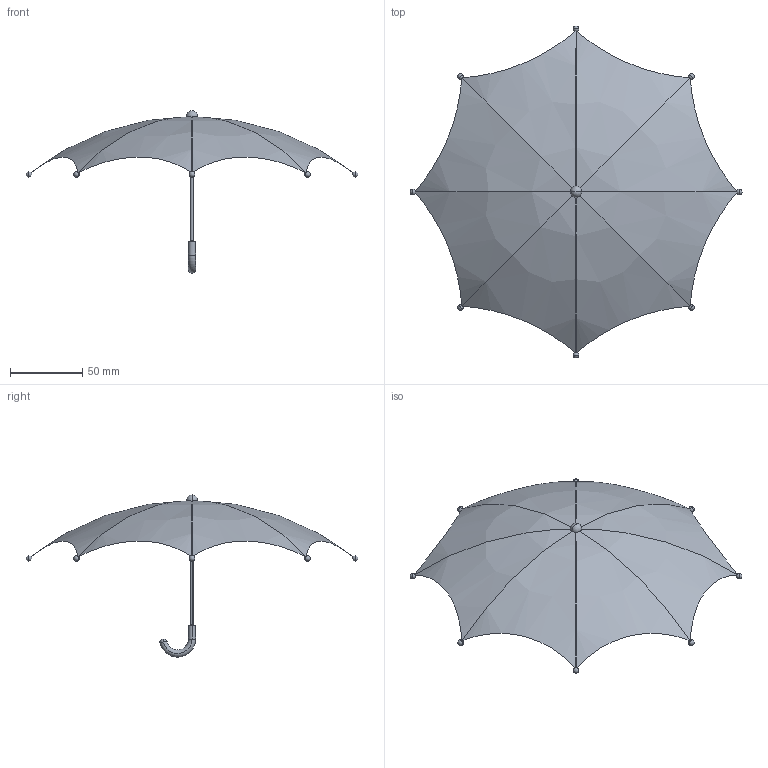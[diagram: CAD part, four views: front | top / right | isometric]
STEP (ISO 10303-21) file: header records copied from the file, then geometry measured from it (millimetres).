
FILE_DESCRIPTION(('CATIA V5 STEP Exchange'),'2;1');
FILE_NAME('Umbrella Corporation.stp','2017-01-13T01:47:25+00:00',('none'),('none'),'CATIA Version 5 Release 20 GA (IN-10)','CATIA V5 STEP AP203','none');
FILE_SCHEMA(('CONFIG_CONTROL_DESIGN'));
Length unit declared in the file: millimetre
Products named in the file (1): Part1
Bounding box: 230.25 x 230.25 x 112.5 mm (x, y, z)
Surface area: 36994.7 mm2 (no closed solid volume)
Topology: 0 solids, 19 shells, 34 faces, 98 edges, 56 vertices
Faces by surface type: sphere 18, bspline 10, cylinder 4, torus 2
Entity records: 2499 total; most frequent: CARTESIAN_POINT 1912, ORIENTED_EDGE 94, EDGE_CURVE 64, DIRECTION 58, VERTEX_POINT 49, AXIS2_PLACEMENT_3D 43, ADVANCED_FACE 34, EDGE_LOOP 34
